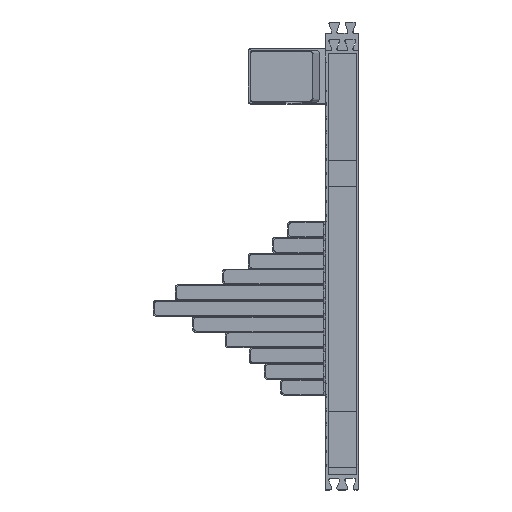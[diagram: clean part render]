
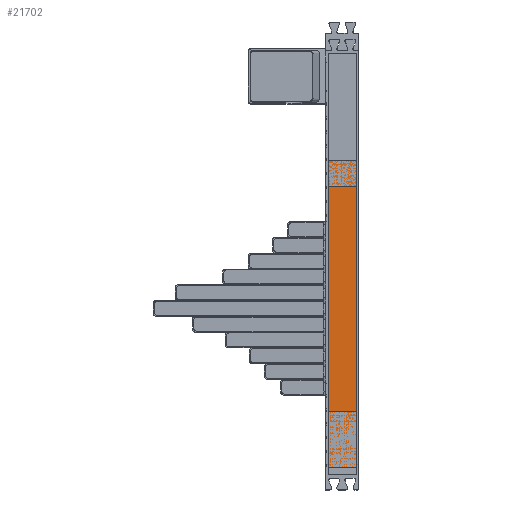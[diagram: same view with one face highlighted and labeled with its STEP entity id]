
A CAD part, top view. The second image highlights one B-rep face of the part: STEP entity #21702.
In plain terms, the highlighted planar face has unit normal (0, 0, 1).
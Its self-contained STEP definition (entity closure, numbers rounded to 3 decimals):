
#1866=FACE_OUTER_BOUND('',#3013,.T.);
#3013=EDGE_LOOP('',(#19224,#19225,#19226,#19227));
#5532=LINE('',#35406,#8153);
#5535=LINE('',#35412,#8156);
#5538=LINE('',#35418,#8159);
#5541=LINE('',#35422,#8162);
#8153=VECTOR('',#28716,10.);
#8156=VECTOR('',#28721,10.);
#8159=VECTOR('',#28726,10.);
#8162=VECTOR('',#28731,10.);
#10231=VERTEX_POINT('',#35403);
#10232=VERTEX_POINT('',#35405);
#10234=VERTEX_POINT('',#35411);
#10236=VERTEX_POINT('',#35417);
#13250=EDGE_CURVE('',#10232,#10231,#5532,.T.);
#13253=EDGE_CURVE('',#10234,#10232,#5535,.F.);
#13256=EDGE_CURVE('',#10236,#10234,#5538,.T.);
#13259=EDGE_CURVE('',#10231,#10236,#5541,.T.);
#19224=ORIENTED_EDGE('',*,*,#13259,.T.);
#19225=ORIENTED_EDGE('',*,*,#13256,.T.);
#19226=ORIENTED_EDGE('',*,*,#13253,.T.);
#19227=ORIENTED_EDGE('',*,*,#13250,.T.);
#20605=PLANE('',#23287);
#21702=ADVANCED_FACE('',(#1866),#20605,.T.);
#23287=AXIS2_PLACEMENT_3D('',#35423,#28732,#28733);
#28716=DIRECTION('',(0.,1.,0.));
#28721=DIRECTION('',(-1.,0.,0.));
#28726=DIRECTION('',(0.,-1.,0.));
#28731=DIRECTION('',(-1.,0.,0.));
#28732=DIRECTION('center_axis',(0.,0.,1.));
#28733=DIRECTION('ref_axis',(1.,0.,0.));
#35403=CARTESIAN_POINT('',(26.5,-95.,12.));
#35405=CARTESIAN_POINT('',(26.5,-360.,12.));
#35406=CARTESIAN_POINT('',(26.5,-2.,12.));
#35411=CARTESIAN_POINT('',(2.,-360.,12.));
#35412=CARTESIAN_POINT('',(8.125,-360.,12.));
#35417=CARTESIAN_POINT('',(2.,-95.,12.));
#35418=CARTESIAN_POINT('',(2.,-377.,12.));
#35422=CARTESIAN_POINT('',(28.5,-95.,12.));
#35423=CARTESIAN_POINT('Origin',(14.25,-217.5,12.));
